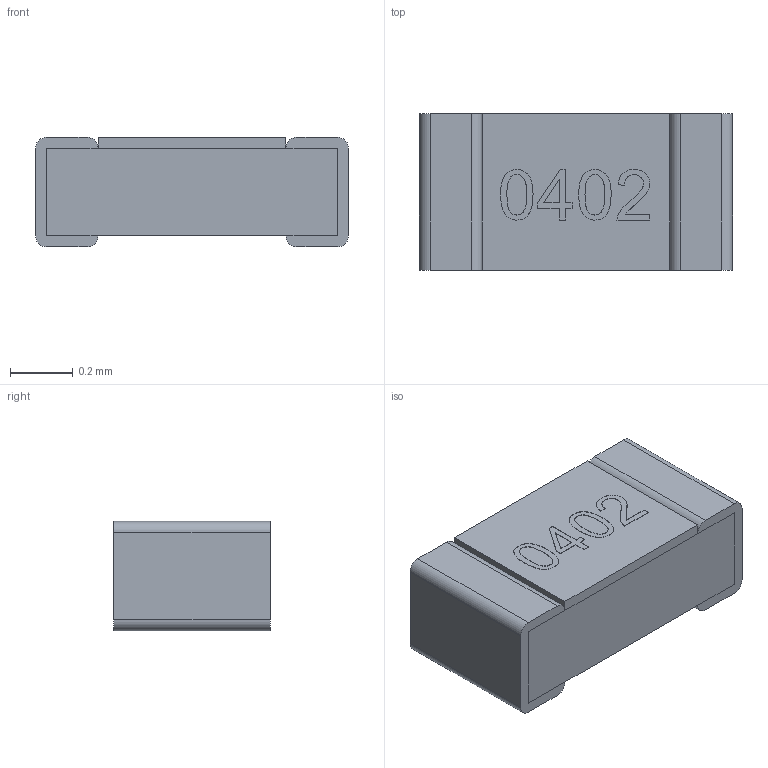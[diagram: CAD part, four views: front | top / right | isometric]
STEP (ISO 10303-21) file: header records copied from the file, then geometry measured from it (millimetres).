
FILE_DESCRIPTION(('FreeCAD Model'),'2;1');
FILE_NAME('0402R.step','2022-09-12T08:17:54' ,('Author'),(''),'Open CASCADE STEP processor 7.3','FreeCAD','Unknown' );
FILE_SCHEMA(('AUTOMOTIVE_DESIGN { 1 0 10303 214 1 1 1 1 }'));
Length unit declared in the file: millimetre
Products named in the file (2): Extrude; R_0402_1005Metric
Bounding box: 1 x 0.5 x 0.35 mm (x, y, z)
Volume: 0.2 mm3; surface area: 2.1 mm2
Topology: 5 solids, 5 shells, 110 faces, 296 edges, 196 vertices
Faces by surface type: extrusion 58, plane 44, cylinder 8
Entity records: 4301 total; most frequent: CARTESIAN_POINT 951, ORIENTED_EDGE 592, DIRECTION 360, EDGE_CURVE 296, VECTOR 222, VERTEX_POINT 196, B_SPLINE_CURVE_WITH_KNOTS 174, LINE 164
